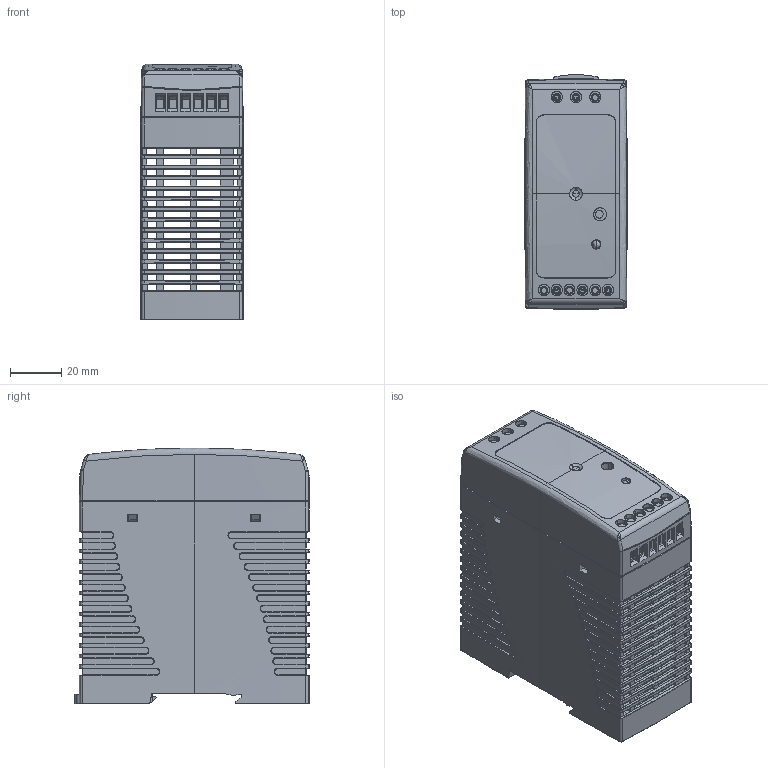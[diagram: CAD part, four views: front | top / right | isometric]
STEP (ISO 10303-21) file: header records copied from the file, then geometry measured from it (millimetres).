
FILE_DESCRIPTION(('STEP AP242'),'1');
FILE_NAME('mdr-40-24_60329.stp','2020-11-18T14:31:06',('TraceParts'),('TraceParts S.A.'),'Spatial InterOp 3D',' ',' ');
FILE_SCHEMA(('AP242_MANAGED_MODEL_BASED_3D_ENGINEERING_MIM_LF {1 0 10303 442 1 1 4}'));
Length unit declared in the file: millimetre
Products named in the file (1): mdr-40-24_60329_1
Bounding box: 40 x 91.62 x 100.01 mm (x, y, z)
Surface area: 92184.5 mm2 (no closed solid volume)
Topology: 0 solids, 2570 shells, 2735 faces, 13652 edges, 13485 vertices
Faces by surface type: plane 1313, cone 571, bspline 510, cylinder 281, torus 60
Entity records: 250026 total; most frequent: CARTESIAN_POINT 113036, DIRECTION 23831, ORIENTED_EDGE 13815, EDGE_CURVE 13650, VERTEX_POINT 13485, AXIS2_PLACEMENT_3D 8174, LINE 7483, VECTOR 7483
